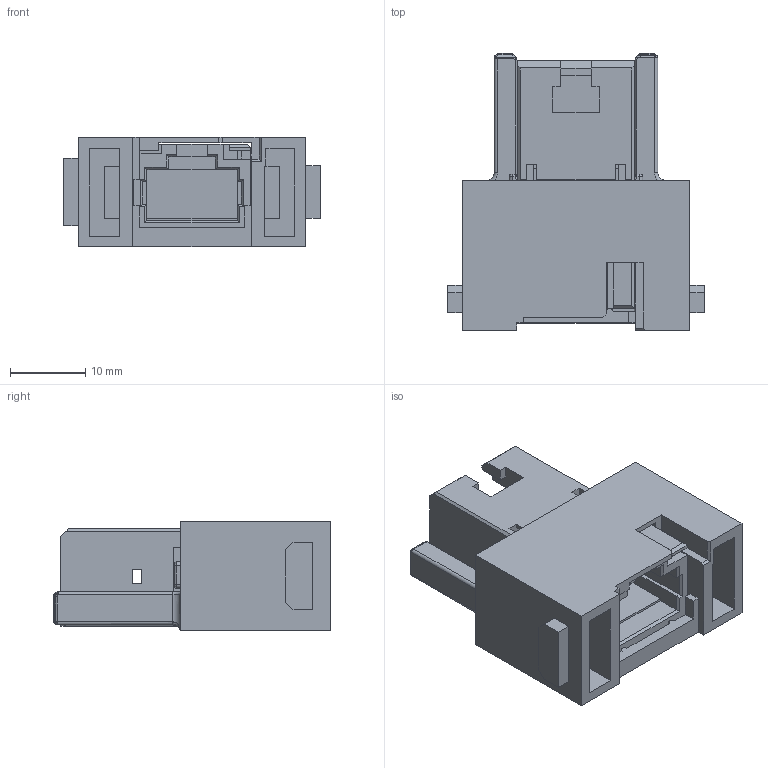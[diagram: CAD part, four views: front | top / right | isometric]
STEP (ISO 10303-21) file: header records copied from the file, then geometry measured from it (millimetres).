
FILE_DESCRIPTION(/* description */ (''),/* implementation_level */ '2;1');
FILE_NAME(/* name */ 'HM-RJ45-F.stp',/* time_stamp */ '2023-02-08T23:58:55+08:00',/* author */ (''),/* organization */ (''),/* preprocessor_version */ 'ST-DEVELOPER v16',/* originating_system */ 'SIEMENS PLM Software NX 10.0',/* authorisation */ '');
FILE_SCHEMA (('AUTOMOTIVE_DESIGN { 1 0 10303 214 3 1 1 1 }'));
Length unit declared in the file: millimetre
Products named in the file (1): Admi0A2C26ACropp
Bounding box: 34.2 x 36.9 x 14.6 mm (x, y, z)
Volume: 6971.9 mm3; surface area: 10321.8 mm2
Topology: 1 solids, 1 shells, 592 faces, 1615 edges, 1002 vertices
Faces by surface type: plane 402, cylinder 119, bspline 43, sphere 18, torus 10
Entity records: 19719 total; most frequent: CARTESIAN_POINT 5108, ORIENTED_EDGE 3196, DIRECTION 2787, EDGE_CURVE 1598, LINE 1255, VECTOR 1255, VERTEX_POINT 1002, AXIS2_PLACEMENT_3D 766
